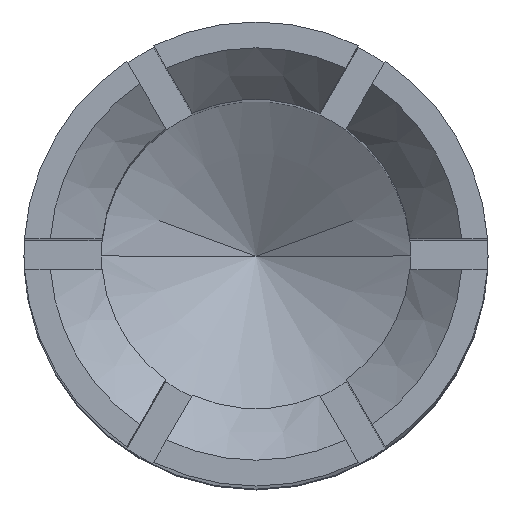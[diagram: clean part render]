
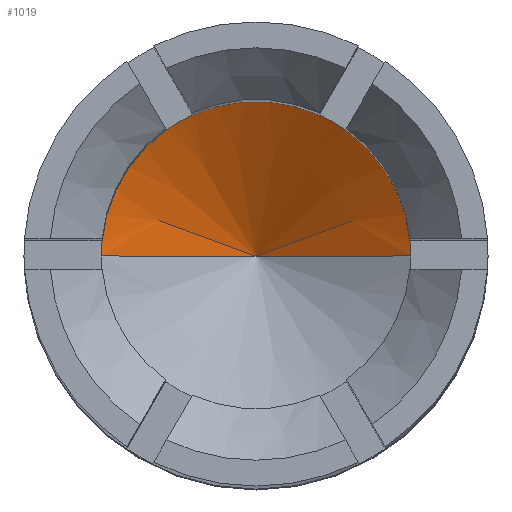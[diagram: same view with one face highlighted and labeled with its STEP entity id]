
A CAD part, top view. The second image highlights one B-rep face of the part: STEP entity #1019.
In plain terms, the highlighted conical face has half-angle 59 degrees and reference radius 1.5 mm.
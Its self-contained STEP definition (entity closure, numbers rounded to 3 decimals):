
#16 = VERTEX_POINT ( 'NONE', #367 ) ;
#20 = EDGE_LOOP ( 'NONE', ( #1845, #1510, #193, #1070, #1466, #1706, #982, #1767, #1423 ) ) ;
#35 = CARTESIAN_POINT ( 'NONE',  ( -0.616, 1.368, 349. ) ) ;
#65 = DIRECTION ( 'NONE',  ( -1., 0., 0. ) ) ;
#80 = VERTEX_POINT ( 'NONE', #35 ) ;
#193 = ORIENTED_EDGE ( 'NONE', *, *, #687, .F. ) ;
#214 = VERTEX_POINT ( 'NONE', #706 ) ;
#231 = EDGE_CURVE ( 'NONE', #726, #214, #1546, .T. ) ;
#247 = CARTESIAN_POINT ( 'NONE',  ( 0., 0., 348.099 ) ) ;
#250 = DIRECTION ( 'NONE',  ( 0., 0., -1. ) ) ;
#263 = DIRECTION ( 'NONE',  ( 0., 0., -1. ) ) ;
#276 = DIRECTION ( 'NONE',  ( -1., 0., 0. ) ) ;
#292 = CARTESIAN_POINT ( 'NONE',  ( -1.5, 0., 349. ) ) ;
#293 = EDGE_CURVE ( 'NONE', #16, #80, #1418, .T. ) ;
#304 = VERTEX_POINT ( 'NONE', #877 ) ;
#347 = VERTEX_POINT ( 'NONE', #461 ) ;
#352 = DIRECTION ( 'NONE',  ( 0., 0., -1. ) ) ;
#364 = DIRECTION ( 'NONE',  ( -1., 0., 0. ) ) ;
#367 = CARTESIAN_POINT ( 'NONE',  ( -0.876, 1.218, 349. ) ) ;
#397 = CARTESIAN_POINT ( 'NONE',  ( 0., 0., 349. ) ) ;
#426 = CARTESIAN_POINT ( 'NONE',  ( 0., 0., 349. ) ) ;
#461 = CARTESIAN_POINT ( 'NONE',  ( 0.616, 1.368, 349. ) ) ;
#485 = DIRECTION ( 'NONE',  ( -1., 0., 0. ) ) ;
#533 = AXIS2_PLACEMENT_3D ( 'NONE', #1023, #727, #1926 ) ;
#536 = AXIS2_PLACEMENT_3D ( 'NONE', #610, #916, #485 ) ;
#544 = VECTOR ( 'NONE', #1484, 1000. ) ;
#552 = DIRECTION ( 'NONE',  ( -1., 0., 0. ) ) ;
#559 = DIRECTION ( 'NONE',  ( 0., 0., -1. ) ) ;
#582 = CARTESIAN_POINT ( 'NONE',  ( -1.5, 0., 349. ) ) ;
#610 = CARTESIAN_POINT ( 'NONE',  ( 0., 0., 349. ) ) ;
#643 = FACE_OUTER_BOUND ( 'NONE', #20, .T. ) ;
#663 = CIRCLE ( 'NONE', #1646, 1.5 ) ;
#676 = DIRECTION ( 'NONE',  ( 0., 0., -1. ) ) ;
#687 = EDGE_CURVE ( 'NONE', #1875, #304, #894, .T. ) ;
#699 = CONICAL_SURFACE ( 'NONE', #1814, 1.5, 1.03 ) ;
#706 = CARTESIAN_POINT ( 'NONE',  ( -1.492, 0.15, 349. ) ) ;
#726 = VERTEX_POINT ( 'NONE', #582 ) ;
#727 = DIRECTION ( 'NONE',  ( 0., 0., -1. ) ) ;
#837 = CARTESIAN_POINT ( 'NONE',  ( 0., 0., 349. ) ) ;
#877 = CARTESIAN_POINT ( 'NONE',  ( 1.5, 0., 349. ) ) ;
#894 = CIRCLE ( 'NONE', #1583, 1.5 ) ;
#916 = DIRECTION ( 'NONE',  ( 0., 0., -1. ) ) ;
#964 = DIRECTION ( 'NONE',  ( 1., 0., 0. ) ) ;
#980 = EDGE_CURVE ( 'NONE', #347, #1855, #1749, .T. ) ;
#982 = ORIENTED_EDGE ( 'NONE', *, *, #293, .F. ) ;
#1019 = ADVANCED_FACE ( 'NONE', ( #643 ), #699, .F. ) ;
#1023 = CARTESIAN_POINT ( 'NONE',  ( 0., 0., 349. ) ) ;
#1070 = ORIENTED_EDGE ( 'NONE', *, *, #1250, .F. ) ;
#1120 = EDGE_CURVE ( 'NONE', #1881, #726, #1933, .T. ) ;
#1142 = CARTESIAN_POINT ( 'NONE',  ( 1.492, 0.15, 349. ) ) ;
#1170 = VECTOR ( 'NONE', #1904, 1000. ) ;
#1217 = EDGE_CURVE ( 'NONE', #1881, #304, #1614, .T. ) ;
#1250 = EDGE_CURVE ( 'NONE', #1855, #1875, #1495, .T. ) ;
#1259 = CARTESIAN_POINT ( 'NONE',  ( 0., 0., 349. ) ) ;
#1398 = EDGE_CURVE ( 'NONE', #214, #16, #1611, .T. ) ;
#1418 = CIRCLE ( 'NONE', #533, 1.5 ) ;
#1419 = CARTESIAN_POINT ( 'NONE',  ( 0., 0., 349. ) ) ;
#1423 = ORIENTED_EDGE ( 'NONE', *, *, #231, .F. ) ;
#1456 = CARTESIAN_POINT ( 'NONE',  ( 1.5, 0., 349. ) ) ;
#1466 = ORIENTED_EDGE ( 'NONE', *, *, #980, .F. ) ;
#1484 = DIRECTION ( 'NONE',  ( -0.857, 0., 0.515 ) ) ;
#1495 = CIRCLE ( 'NONE', #1691, 1.5 ) ;
#1510 = ORIENTED_EDGE ( 'NONE', *, *, #1217, .T. ) ;
#1541 = EDGE_CURVE ( 'NONE', #80, #347, #663, .T. ) ;
#1546 = CIRCLE ( 'NONE', #1864, 1.5 ) ;
#1583 = AXIS2_PLACEMENT_3D ( 'NONE', #397, #250, #552 ) ;
#1611 = CIRCLE ( 'NONE', #536, 1.5 ) ;
#1614 = LINE ( 'NONE', #1456, #1170 ) ;
#1646 = AXIS2_PLACEMENT_3D ( 'NONE', #1878, #352, #65 ) ;
#1691 = AXIS2_PLACEMENT_3D ( 'NONE', #426, #263, #276 ) ;
#1706 = ORIENTED_EDGE ( 'NONE', *, *, #1541, .F. ) ;
#1749 = CIRCLE ( 'NONE', #1848, 1.5 ) ;
#1767 = ORIENTED_EDGE ( 'NONE', *, *, #1398, .F. ) ;
#1769 = DIRECTION ( 'NONE',  ( -1., 0., 0. ) ) ;
#1814 = AXIS2_PLACEMENT_3D ( 'NONE', #1259, #1869, #964 ) ;
#1845 = ORIENTED_EDGE ( 'NONE', *, *, #1120, .F. ) ;
#1848 = AXIS2_PLACEMENT_3D ( 'NONE', #1419, #676, #364 ) ;
#1855 = VERTEX_POINT ( 'NONE', #1905 ) ;
#1864 = AXIS2_PLACEMENT_3D ( 'NONE', #837, #559, #1769 ) ;
#1869 = DIRECTION ( 'NONE',  ( 0., 0., 1. ) ) ;
#1875 = VERTEX_POINT ( 'NONE', #1142 ) ;
#1878 = CARTESIAN_POINT ( 'NONE',  ( 0., 0., 349. ) ) ;
#1881 = VERTEX_POINT ( 'NONE', #247 ) ;
#1904 = DIRECTION ( 'NONE',  ( 0.857, 0., 0.515 ) ) ;
#1905 = CARTESIAN_POINT ( 'NONE',  ( 0.876, 1.218, 349. ) ) ;
#1926 = DIRECTION ( 'NONE',  ( -1., 0., 0. ) ) ;
#1933 = LINE ( 'NONE', #292, #544 ) ;
